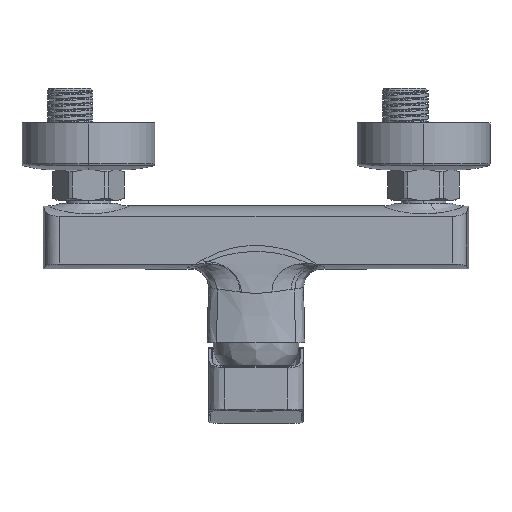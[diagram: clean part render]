
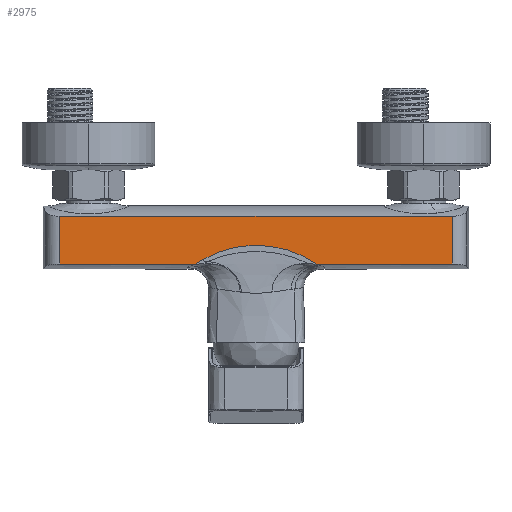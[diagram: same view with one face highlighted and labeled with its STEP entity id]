
A CAD part, left-side view. The second image highlights one B-rep face of the part: STEP entity #2975.
In plain terms, the highlighted planar face has unit normal (-1, 0, 0).
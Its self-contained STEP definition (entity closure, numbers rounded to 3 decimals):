
#1119=B_SPLINE_CURVE_WITH_KNOTS('',3,(#39925,#39926,#39927,#39928,#39929),
 .UNSPECIFIED.,.F.,.F.,(4,1,4),(0.,0.5,1.),.UNSPECIFIED.);
#1120=B_SPLINE_CURVE_WITH_KNOTS('',3,(#39932,#39933,#39934,#39935),
 .UNSPECIFIED.,.F.,.F.,(4,4),(0.,1.),.UNSPECIFIED.);
#1130=B_SPLINE_CURVE_WITH_KNOTS('',3,(#40305,#40306,#40307,#40308,#40309,
#40310,#40311,#40312,#40313,#40314,#40315),.UNSPECIFIED.,.F.,.F.,(4,1,1,
1,1,1,1,1,4),(0.,0.125,0.25,0.375,0.5,0.625,0.75,0.875,1.),
 .UNSPECIFIED.);
#2127=PLANE('',#21482);
#2975=ADVANCED_FACE('',(#4550),#2127,.F.);
#4550=FACE_OUTER_BOUND('',#5783,.T.);
#5783=EDGE_LOOP('',(#9473,#9474,#9475,#9476,#9477,#9478,#9479,#9480));
#9473=ORIENTED_EDGE('',*,*,#16936,.T.);
#9474=ORIENTED_EDGE('',*,*,#16947,.T.);
#9475=ORIENTED_EDGE('',*,*,#16948,.F.);
#9476=ORIENTED_EDGE('',*,*,#16949,.F.);
#9477=ORIENTED_EDGE('',*,*,#16539,.F.);
#9478=ORIENTED_EDGE('',*,*,#16950,.F.);
#9479=ORIENTED_EDGE('',*,*,#16951,.F.);
#9480=ORIENTED_EDGE('',*,*,#16937,.T.);
#14288=VERTEX_POINT('',#33933);
#14294=VERTEX_POINT('',#33970);
#14577=VERTEX_POINT('',#39930);
#14578=VERTEX_POINT('',#39931);
#14579=VERTEX_POINT('',#39936);
#14585=VERTEX_POINT('',#40304);
#14586=VERTEX_POINT('',#40357);
#14587=VERTEX_POINT('',#40360);
#16539=EDGE_CURVE('',#14294,#14288,#19305,.T.);
#16936=EDGE_CURVE('',#14577,#14578,#1119,.T.);
#16937=EDGE_CURVE('',#14579,#14577,#1120,.T.);
#16947=EDGE_CURVE('',#14578,#14585,#1130,.T.);
#16948=EDGE_CURVE('',#14586,#14585,#19389,.T.);
#16949=EDGE_CURVE('',#14288,#14586,#19390,.T.);
#16950=EDGE_CURVE('',#14587,#14294,#19391,.T.);
#16951=EDGE_CURVE('',#14579,#14587,#19392,.T.);
#19305=LINE('',#33971,#20221);
#19389=LINE('',#40356,#20305);
#19390=LINE('',#40358,#20306);
#19391=LINE('',#40359,#20307);
#19392=LINE('',#40361,#20308);
#20221=VECTOR('',#23709,1.);
#20305=VECTOR('',#24033,1.);
#20306=VECTOR('',#24034,1.);
#20307=VECTOR('',#24035,1.);
#20308=VECTOR('',#24036,1.);
#21482=AXIS2_PLACEMENT_3D('',#40362,#24037,#24038);
#23709=DIRECTION('',(0.,-1.,0.));
#24033=DIRECTION('',(0.,1.,0.));
#24034=DIRECTION('',(0.,0.,-1.));
#24035=DIRECTION('',(0.,0.,1.));
#24036=DIRECTION('',(0.,1.,0.));
#24037=DIRECTION('',(1.,0.,0.));
#24038=DIRECTION('',(0.,0.,1.));
#33933=CARTESIAN_POINT('',(-21.4,-87.952,56.687));
#33970=CARTESIAN_POINT('',(-21.4,87.952,56.687));
#33971=CARTESIAN_POINT('',(-21.4,87.952,56.687));
#39925=CARTESIAN_POINT('',(-21.4,24.753,36.775));
#39926=CARTESIAN_POINT('',(-21.4,24.751,36.78));
#39927=CARTESIAN_POINT('',(-21.4,24.744,36.784));
#39928=CARTESIAN_POINT('',(-21.4,24.731,36.777));
#39929=CARTESIAN_POINT('',(-21.4,24.722,36.771));
#39930=CARTESIAN_POINT('',(-21.4,24.753,36.775));
#39931=CARTESIAN_POINT('',(-21.4,24.722,36.771));
#39932=CARTESIAN_POINT('',(-21.4,27.065,35.292));
#39933=CARTESIAN_POINT('',(-21.4,26.302,35.799));
#39934=CARTESIAN_POINT('',(-21.4,25.536,36.299));
#39935=CARTESIAN_POINT('',(-21.4,24.753,36.775));
#39936=CARTESIAN_POINT('',(-21.4,27.065,35.292));
#40304=CARTESIAN_POINT('',(-21.4,-27.065,35.292));
#40305=CARTESIAN_POINT('',(-21.4,24.722,36.771));
#40306=CARTESIAN_POINT('',(-21.4,22.683,37.988));
#40307=CARTESIAN_POINT('',(-21.4,18.531,40.098));
#40308=CARTESIAN_POINT('',(-21.4,12.052,42.297));
#40309=CARTESIAN_POINT('',(-21.4,5.419,43.51));
#40310=CARTESIAN_POINT('',(-21.4,-1.266,43.805));
#40311=CARTESIAN_POINT('',(-21.4,-7.946,43.158));
#40312=CARTESIAN_POINT('',(-21.4,-14.545,41.581));
#40313=CARTESIAN_POINT('',(-21.4,-20.96,38.993));
#40314=CARTESIAN_POINT('',(-21.4,-25.057,36.633));
#40315=CARTESIAN_POINT('',(-21.4,-27.065,35.292));
#40356=CARTESIAN_POINT('',(-21.4,-32.5,35.292));
#40357=CARTESIAN_POINT('',(-21.4,-87.952,35.292));
#40358=CARTESIAN_POINT('',(-21.4,-87.952,56.687));
#40359=CARTESIAN_POINT('',(-21.4,87.952,35.292));
#40360=CARTESIAN_POINT('',(-21.4,87.952,35.292));
#40361=CARTESIAN_POINT('',(-21.4,32.5,35.292));
#40362=CARTESIAN_POINT('',(-21.4,32.5,35.615));
